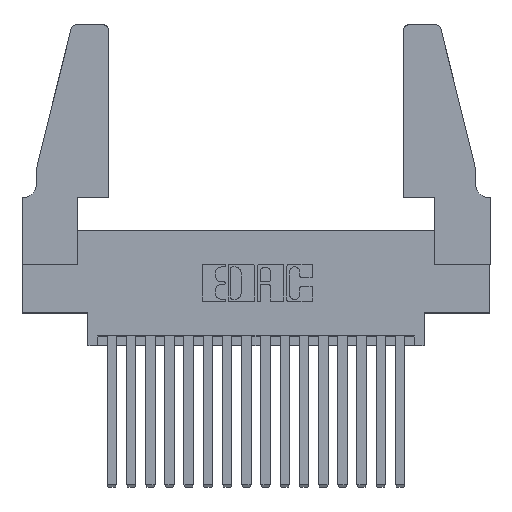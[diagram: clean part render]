
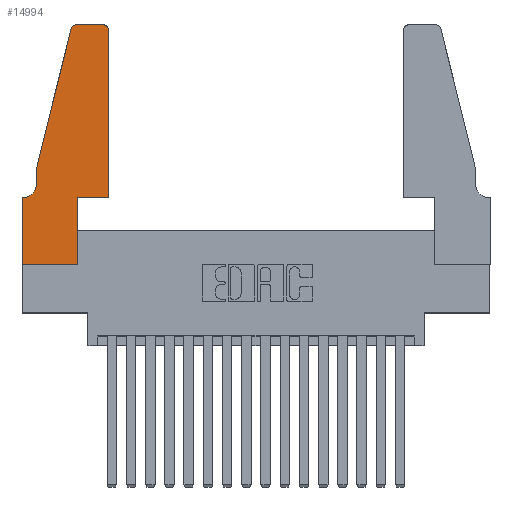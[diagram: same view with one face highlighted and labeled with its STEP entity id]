
A CAD part, top view. The second image highlights one B-rep face of the part: STEP entity #14994.
In plain terms, the highlighted planar face has unit normal (0, 0, 1).
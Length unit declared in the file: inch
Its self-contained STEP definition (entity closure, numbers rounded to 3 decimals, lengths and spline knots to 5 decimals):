
#419 = EDGE_CURVE ( 'NONE', #12926, #16446, #12524, .T. ) ;
#440 = CARTESIAN_POINT ( 'NONE',  ( 0.2865, 0.35, 0.37 ) ) ;
#680 = DIRECTION ( 'NONE',  ( 0., -1., 0. ) ) ;
#772 = VECTOR ( 'NONE', #17074, 39.37008 ) ;
#927 = VERTEX_POINT ( 'NONE', #14341 ) ;
#1071 = VERTEX_POINT ( 'NONE', #5014 ) ;
#1116 = CARTESIAN_POINT ( 'NONE',  ( 0.2865, 0.35, 0.37 ) ) ;
#1273 = DIRECTION ( 'NONE',  ( 1., 0., 0. ) ) ;
#1297 = ORIENTED_EDGE ( 'NONE', *, *, #7690, .T. ) ;
#1340 = VECTOR ( 'NONE', #15891, 39.37008 ) ;
#1404 = LINE ( 'NONE', #5055, #15846 ) ;
#1544 = ORIENTED_EDGE ( 'NONE', *, *, #10625, .T. ) ;
#1726 = LINE ( 'NONE', #4658, #772 ) ;
#2025 = VECTOR ( 'NONE', #10696, 39.37008 ) ;
#2327 = CARTESIAN_POINT ( 'NONE',  ( 0.0055, 0.42, 0.37 ) ) ;
#2360 = LINE ( 'NONE', #7395, #16678 ) ;
#2393 = VECTOR ( 'NONE', #12270, 39.37008 ) ;
#2498 = VERTEX_POINT ( 'NONE', #16307 ) ;
#2860 = LINE ( 'NONE', #8165, #2393 ) ;
#3694 = CARTESIAN_POINT ( 'NONE',  ( 0.4505, 0.35, 0.37 ) ) ;
#3788 = DIRECTION ( 'NONE',  ( -1., 0., 0. ) ) ;
#3867 = CIRCLE ( 'NONE', #9687, 0.03 ) ;
#4025 = AXIS2_PLACEMENT_3D ( 'NONE', #13904, #9828, #1273 ) ;
#4284 = EDGE_CURVE ( 'NONE', #16050, #6437, #12622, .T. ) ;
#4291 = VERTEX_POINT ( 'NONE', #13252 ) ;
#4658 = CARTESIAN_POINT ( 'NONE',  ( 0.0755, 0.35, 0.37 ) ) ;
#4751 = ORIENTED_EDGE ( 'NONE', *, *, #7369, .T. ) ;
#4941 = CARTESIAN_POINT ( 'NONE',  ( 0., 0., 0.37 ) ) ;
#5014 = CARTESIAN_POINT ( 'NONE',  ( 0., 0.35, 0.37 ) ) ;
#5055 = CARTESIAN_POINT ( 'NONE',  ( 0., 0., 0.37 ) ) ;
#5610 = EDGE_CURVE ( 'NONE', #5750, #2498, #15727, .T. ) ;
#5627 = DIRECTION ( 'NONE',  ( 0., -1., 0. ) ) ;
#5684 = CARTESIAN_POINT ( 'NONE',  ( 0.0755, 0.5, 0.37 ) ) ;
#5706 = ORIENTED_EDGE ( 'NONE', *, *, #10136, .T. ) ;
#5750 = VERTEX_POINT ( 'NONE', #12365 ) ;
#5777 = CARTESIAN_POINT ( 'NONE',  ( 0.0055, 0.35, 0.37 ) ) ;
#5837 = ORIENTED_EDGE ( 'NONE', *, *, #7491, .T. ) ;
#6081 = EDGE_CURVE ( 'NONE', #7295, #1071, #1726, .T. ) ;
#6347 = CARTESIAN_POINT ( 'NONE',  ( 0.2865, 0., 0.37 ) ) ;
#6437 = VERTEX_POINT ( 'NONE', #1116 ) ;
#6457 = ORIENTED_EDGE ( 'NONE', *, *, #4284, .T. ) ;
#6847 = EDGE_CURVE ( 'NONE', #10294, #16050, #11771, .T. ) ;
#6951 = CARTESIAN_POINT ( 'NONE',  ( 0.4205, 1.22, 0.37 ) ) ;
#7248 = ORIENTED_EDGE ( 'NONE', *, *, #11041, .T. ) ;
#7295 = VERTEX_POINT ( 'NONE', #5777 ) ;
#7369 = EDGE_CURVE ( 'NONE', #2498, #927, #3867, .T. ) ;
#7395 = CARTESIAN_POINT ( 'NONE',  ( 0.0755, 0.5, 0.37 ) ) ;
#7398 = CARTESIAN_POINT ( 'NONE',  ( 0.284, 1.22, 0.37 ) ) ;
#7491 = EDGE_CURVE ( 'NONE', #6437, #4291, #9129, .T. ) ;
#7677 = ORIENTED_EDGE ( 'NONE', *, *, #10065, .T. ) ;
#7690 = EDGE_CURVE ( 'NONE', #15822, #5750, #16595, .T. ) ;
#7993 = ORIENTED_EDGE ( 'NONE', *, *, #5610, .T. ) ;
#8078 = VECTOR ( 'NONE', #15986, 39.37008 ) ;
#8165 = CARTESIAN_POINT ( 'NONE',  ( 0.4505, 0.35, 0.37 ) ) ;
#8368 = DIRECTION ( 'NONE',  ( 1., 0., 0. ) ) ;
#8406 = VECTOR ( 'NONE', #5627, 39.37008 ) ;
#8560 = CARTESIAN_POINT ( 'NONE',  ( 0., 0., 0.37 ) ) ;
#8784 = DIRECTION ( 'NONE',  ( 1., 0., 0. ) ) ;
#9129 = LINE ( 'NONE', #3694, #2025 ) ;
#9687 = AXIS2_PLACEMENT_3D ( 'NONE', #7398, #16977, #8784 ) ;
#9828 = DIRECTION ( 'NONE',  ( 0., 0., 1. ) ) ;
#10065 = EDGE_CURVE ( 'NONE', #16446, #7295, #14815, .T. ) ;
#10136 = EDGE_CURVE ( 'NONE', #4291, #15822, #2860, .T. ) ;
#10198 = DIRECTION ( 'NONE',  ( -0.239, -0.971, 0. ) ) ;
#10294 = VERTEX_POINT ( 'NONE', #8560 ) ;
#10582 = ORIENTED_EDGE ( 'NONE', *, *, #6081, .T. ) ;
#10625 = EDGE_CURVE ( 'NONE', #1071, #10294, #1404, .T. ) ;
#10696 = DIRECTION ( 'NONE',  ( 1., 0., 0. ) ) ;
#11041 = EDGE_CURVE ( 'NONE', #927, #12926, #2360, .T. ) ;
#11447 = CARTESIAN_POINT ( 'NONE',  ( 0.4505, 1.22, 0.37 ) ) ;
#11732 = VECTOR ( 'NONE', #12120, 39.37008 ) ;
#11771 = LINE ( 'NONE', #4941, #8078 ) ;
#12120 = DIRECTION ( 'NONE',  ( -1., 0., 0. ) ) ;
#12154 = DIRECTION ( 'NONE',  ( 0., 0., -1. ) ) ;
#12270 = DIRECTION ( 'NONE',  ( 0., 1., 0. ) ) ;
#12365 = CARTESIAN_POINT ( 'NONE',  ( 0.4205, 1.25, 0.37 ) ) ;
#12401 = ORIENTED_EDGE ( 'NONE', *, *, #419, .T. ) ;
#12432 = CARTESIAN_POINT ( 'NONE',  ( 0.0755, 0.5, 0.37 ) ) ;
#12487 = AXIS2_PLACEMENT_3D ( 'NONE', #2327, #12154, #3788 ) ;
#12524 = LINE ( 'NONE', #5684, #8406 ) ;
#12622 = LINE ( 'NONE', #440, #1340 ) ;
#12926 = VERTEX_POINT ( 'NONE', #12432 ) ;
#13252 = CARTESIAN_POINT ( 'NONE',  ( 0.4505, 0.35, 0.37 ) ) ;
#13904 = CARTESIAN_POINT ( 'NONE',  ( 0., 0.35, 0.37 ) ) ;
#13942 = AXIS2_PLACEMENT_3D ( 'NONE', #6951, #16556, #8368 ) ;
#14125 = EDGE_LOOP ( 'NONE', ( #7993, #4751, #7248, #12401, #7677, #10582, #1544, #14826, #6457, #5837, #5706, #1297 ) ) ;
#14341 = CARTESIAN_POINT ( 'NONE',  ( 0.25487, 1.22718, 0.37 ) ) ;
#14591 = FACE_OUTER_BOUND ( 'NONE', #14125, .T. ) ;
#14780 = CARTESIAN_POINT ( 'NONE',  ( 0.2605, 1.25, 0.37 ) ) ;
#14815 = CIRCLE ( 'NONE', #12487, 0.07 ) ;
#14826 = ORIENTED_EDGE ( 'NONE', *, *, #6847, .T. ) ;
#14994 = ADVANCED_FACE ( 'NONE', ( #14591 ), #17961, .T. ) ;
#15727 = LINE ( 'NONE', #14780, #11732 ) ;
#15822 = VERTEX_POINT ( 'NONE', #11447 ) ;
#15846 = VECTOR ( 'NONE', #680, 39.37008 ) ;
#15891 = DIRECTION ( 'NONE',  ( 0., 1., 0. ) ) ;
#15986 = DIRECTION ( 'NONE',  ( 1., 0., 0. ) ) ;
#16050 = VERTEX_POINT ( 'NONE', #6347 ) ;
#16307 = CARTESIAN_POINT ( 'NONE',  ( 0.284, 1.25, 0.37 ) ) ;
#16446 = VERTEX_POINT ( 'NONE', #16854 ) ;
#16556 = DIRECTION ( 'NONE',  ( 0., 0., 1. ) ) ;
#16595 = CIRCLE ( 'NONE', #13942, 0.03 ) ;
#16678 = VECTOR ( 'NONE', #10198, 39.37008 ) ;
#16854 = CARTESIAN_POINT ( 'NONE',  ( 0.0755, 0.42, 0.37 ) ) ;
#16977 = DIRECTION ( 'NONE',  ( 0., 0., 1. ) ) ;
#17074 = DIRECTION ( 'NONE',  ( -1., 0., 0. ) ) ;
#17961 = PLANE ( 'NONE',  #4025 ) ;
